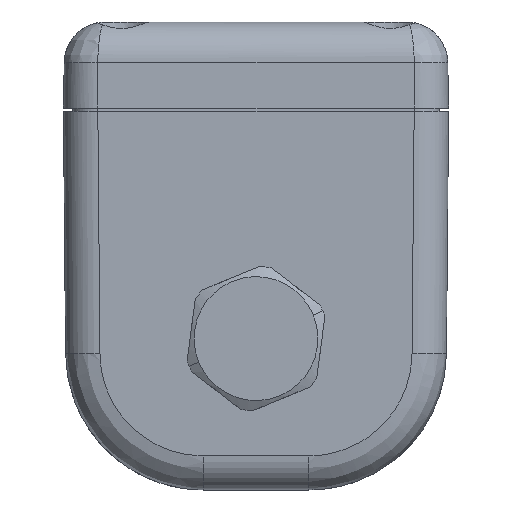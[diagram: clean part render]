
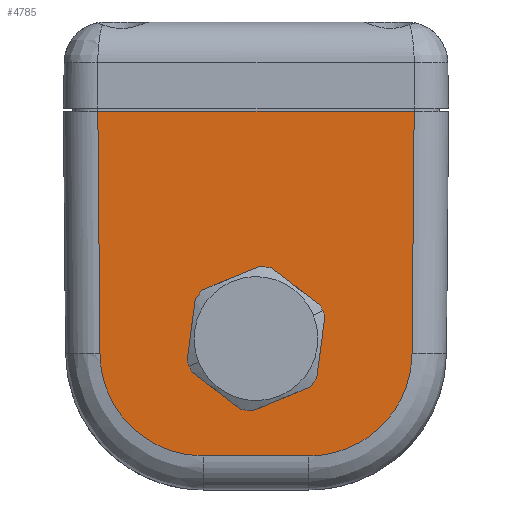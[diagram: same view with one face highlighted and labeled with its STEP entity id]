
A CAD part, front view. The second image highlights one B-rep face of the part: STEP entity #4785.
In plain terms, the highlighted planar face has unit normal (0, -1, -0.009).
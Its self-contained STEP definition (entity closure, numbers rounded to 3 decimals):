
#82 = DIRECTION ( 'NONE',  ( 0., -0.009, 1. ) ) ;
#139 = CARTESIAN_POINT ( 'NONE',  ( 17.201, -48.767, 30.6 ) ) ;
#188 = CARTESIAN_POINT ( 'NONE',  ( 0.001, -48.767, 30.6 ) ) ;
#204 =( BOUNDED_CURVE ( )  B_SPLINE_CURVE ( 3, ( #2096, #139, #3019, #3509 ),
 .UNSPECIFIED., .F., .F. ) 
 B_SPLINE_CURVE_WITH_KNOTS ( ( 4, 4 ),
 ( 0., 3.142 ),
 .UNSPECIFIED. ) 
 CURVE ( )  GEOMETRIC_REPRESENTATION_ITEM ( )  RATIONAL_B_SPLINE_CURVE ( ( 1., 0.333, 0.333, 1. ) ) 
 REPRESENTATION_ITEM ( '' )  );
#294 = ORIENTED_EDGE ( 'NONE', *, *, #2369, .T. ) ;
#321 = EDGE_CURVE ( 'NONE', #2289, #1666, #1009, .T. ) ;
#414 = CARTESIAN_POINT ( 'NONE',  ( -22.253, -48.639, 15.925 ) ) ;
#436 = CARTESIAN_POINT ( 'NONE',  ( -7.673, -48.543, 4.956 ) ) ;
#453 = CARTESIAN_POINT ( 'NONE',  ( -16.847, -48.569, 7.929 ) ) ;
#481 = CARTESIAN_POINT ( 'NONE',  ( 22.254, -48.639, 15.925 ) ) ;
#486 = LINE ( 'NONE', #1447, #1978 ) ;
#680 = CARTESIAN_POINT ( 'NONE',  ( 0.001, -48.617, 13.4 ) ) ;
#883 = ORIENTED_EDGE ( 'NONE', *, *, #321, .F. ) ;
#907 = B_SPLINE_CURVE_WITH_KNOTS ( 'NONE', 3,
 ( #436, #2800, #6185, #4298, #453, #5216, #3781, #414, #2301, #3760 ),
 .UNSPECIFIED., .F., .F.,
 ( 4, 2, 2, 2, 4 ),
 ( 0., 0.25, 0.5, 0.75, 1. ),
 .UNSPECIFIED. ) ;
#927 = CARTESIAN_POINT ( 'NONE',  ( 0.001, -48.617, 13.4 ) ) ;
#995 = CARTESIAN_POINT ( 'NONE',  ( 11.579, -48.547, 5.342 ) ) ;
#1004 = DIRECTION ( 'NONE',  ( 0., 1., 0.009 ) ) ;
#1009 = LINE ( 'NONE', #4512, #3749 ) ;
#1015 = VERTEX_POINT ( 'NONE', #2709 ) ;
#1090 = ORIENTED_EDGE ( 'NONE', *, *, #4913, .F. ) ;
#1372 = DIRECTION ( 'NONE',  ( -0.009, 0.009, -1. ) ) ;
#1447 = CARTESIAN_POINT ( 'NONE',  ( 27.501, -48.543, 4.956 ) ) ;
#1552 = DIRECTION ( 'NONE',  ( 1., 0., 0. ) ) ;
#1559 = CARTESIAN_POINT ( 'NONE',  ( -17.199, -48.767, 30.6 ) ) ;
#1666 = VERTEX_POINT ( 'NONE', #3279 ) ;
#1679 = EDGE_CURVE ( 'NONE', #1666, #4767, #1762, .T. ) ;
#1762 = LINE ( 'NONE', #3864, #2904 ) ;
#1894 = CARTESIAN_POINT ( 'NONE',  ( 20.736, -48.608, 12.327 ) ) ;
#1950 = PLANE ( 'NONE',  #2789 ) ;
#1962 = CARTESIAN_POINT ( 'NONE',  ( 15.19, -48.56, 6.829 ) ) ;
#1978 = VECTOR ( 'NONE', #2941, 1000. ) ;
#2083 = CARTESIAN_POINT ( 'NONE',  ( -22.673, -48.673, 19.825 ) ) ;
#2096 = CARTESIAN_POINT ( 'NONE',  ( 0.001, -48.767, 30.6 ) ) ;
#2123 = FACE_OUTER_BOUND ( 'NONE', #4748, .T. ) ;
#2257 = B_SPLINE_CURVE_WITH_KNOTS ( 'NONE', 3,
 ( #5766, #4828, #481, #1894, #2881, #2391, #1962, #995, #3397, #2930 ),
 .UNSPECIFIED., .F., .F.,
 ( 4, 2, 2, 2, 4 ),
 ( 0., 0.25, 0.5, 0.75, 1. ),
 .UNSPECIFIED. ) ;
#2289 = VERTEX_POINT ( 'NONE', #5559 ) ;
#2301 = CARTESIAN_POINT ( 'NONE',  ( -22.656, -48.656, 17.873 ) ) ;
#2369 = EDGE_CURVE ( 'NONE', #2685, #3762, #3718, .T. ) ;
#2380 = EDGE_CURVE ( 'NONE', #2732, #3551, #486, .T. ) ;
#2391 = CARTESIAN_POINT ( 'NONE',  ( 16.848, -48.569, 7.929 ) ) ;
#2441 = CARTESIAN_POINT ( 'NONE',  ( 27.501, -48.5, 0. ) ) ;
#2576 = DIRECTION ( 'NONE',  ( -0.009, -0.009, 1. ) ) ;
#2637 = EDGE_CURVE ( 'NONE', #3551, #1015, #907, .T. ) ;
#2685 = VERTEX_POINT ( 'NONE', #927 ) ;
#2709 = CARTESIAN_POINT ( 'NONE',  ( -22.673, -48.673, 19.825 ) ) ;
#2732 = VERTEX_POINT ( 'NONE', #5760 ) ;
#2789 = AXIS2_PLACEMENT_3D ( 'NONE', #2441, #1004, #82 ) ;
#2800 = CARTESIAN_POINT ( 'NONE',  ( -9.626, -48.543, 4.956 ) ) ;
#2881 = CARTESIAN_POINT ( 'NONE',  ( 19.621, -48.593, 10.678 ) ) ;
#2904 = VECTOR ( 'NONE', #1372, 1000. ) ;
#2930 = CARTESIAN_POINT ( 'NONE',  ( 7.674, -48.543, 4.956 ) ) ;
#2941 = DIRECTION ( 'NONE',  ( -1., 0., 0. ) ) ;
#3008 = CARTESIAN_POINT ( 'NONE',  ( -17.199, -48.617, 13.4 ) ) ;
#3019 = CARTESIAN_POINT ( 'NONE',  ( 17.201, -48.617, 13.4 ) ) ;
#3216 = EDGE_LOOP ( 'NONE', ( #5639, #294 ) ) ;
#3279 = CARTESIAN_POINT ( 'NONE',  ( 22.981, -48.98, 55. ) ) ;
#3397 = CARTESIAN_POINT ( 'NONE',  ( 9.627, -48.543, 4.956 ) ) ;
#3417 = LINE ( 'NONE', #2083, #6143 ) ;
#3509 = CARTESIAN_POINT ( 'NONE',  ( 0.001, -48.617, 13.4 ) ) ;
#3551 = VERTEX_POINT ( 'NONE', #4403 ) ;
#3718 =( BOUNDED_CURVE ( )  B_SPLINE_CURVE ( 3, ( #680, #3008, #1559, #188 ),
 .UNSPECIFIED., .F., .T. ) 
 B_SPLINE_CURVE_WITH_KNOTS ( ( 4, 4 ),
 ( 3.142, 6.283 ),
 .UNSPECIFIED. ) 
 CURVE ( )  GEOMETRIC_REPRESENTATION_ITEM ( )  RATIONAL_B_SPLINE_CURVE ( ( 1., 0.333, 0.333, 1. ) ) 
 REPRESENTATION_ITEM ( '' )  );
#3749 = VECTOR ( 'NONE', #1552, 1000. ) ;
#3760 = CARTESIAN_POINT ( 'NONE',  ( -22.673, -48.673, 19.825 ) ) ;
#3762 = VERTEX_POINT ( 'NONE', #5453 ) ;
#3781 = CARTESIAN_POINT ( 'NONE',  ( -20.735, -48.608, 12.327 ) ) ;
#3864 = CARTESIAN_POINT ( 'NONE',  ( 22.494, -48.493, -0.803 ) ) ;
#3879 = FACE_BOUND ( 'NONE', #3216, .T. ) ;
#4201 = ORIENTED_EDGE ( 'NONE', *, *, #1679, .F. ) ;
#4295 = ORIENTED_EDGE ( 'NONE', *, *, #5152, .F. ) ;
#4298 = CARTESIAN_POINT ( 'NONE',  ( -15.189, -48.56, 6.829 ) ) ;
#4403 = CARTESIAN_POINT ( 'NONE',  ( -7.673, -48.543, 4.956 ) ) ;
#4512 = CARTESIAN_POINT ( 'NONE',  ( -23.006, -48.98, 55. ) ) ;
#4748 = EDGE_LOOP ( 'NONE', ( #1090, #5134, #5850, #4295, #4201, #883 ) ) ;
#4767 = VERTEX_POINT ( 'NONE', #5364 ) ;
#4785 = ADVANCED_FACE ( 'NONE', ( #3879, #2123 ), #1950, .F. ) ;
#4828 = CARTESIAN_POINT ( 'NONE',  ( 22.657, -48.656, 17.873 ) ) ;
#4913 = EDGE_CURVE ( 'NONE', #1015, #2289, #3417, .T. ) ;
#5134 = ORIENTED_EDGE ( 'NONE', *, *, #2637, .F. ) ;
#5152 = EDGE_CURVE ( 'NONE', #4767, #2732, #2257, .T. ) ;
#5216 = CARTESIAN_POINT ( 'NONE',  ( -19.62, -48.593, 10.678 ) ) ;
#5364 = CARTESIAN_POINT ( 'NONE',  ( 22.674, -48.673, 19.825 ) ) ;
#5453 = CARTESIAN_POINT ( 'NONE',  ( 0.001, -48.767, 30.6 ) ) ;
#5559 = CARTESIAN_POINT ( 'NONE',  ( -22.98, -48.98, 55. ) ) ;
#5639 = ORIENTED_EDGE ( 'NONE', *, *, #6274, .T. ) ;
#5760 = CARTESIAN_POINT ( 'NONE',  ( 7.674, -48.543, 4.956 ) ) ;
#5766 = CARTESIAN_POINT ( 'NONE',  ( 22.674, -48.673, 19.825 ) ) ;
#5850 = ORIENTED_EDGE ( 'NONE', *, *, #2380, .F. ) ;
#6143 = VECTOR ( 'NONE', #2576, 1000. ) ;
#6185 = CARTESIAN_POINT ( 'NONE',  ( -11.578, -48.547, 5.342 ) ) ;
#6274 = EDGE_CURVE ( 'NONE', #3762, #2685, #204, .T. ) ;
